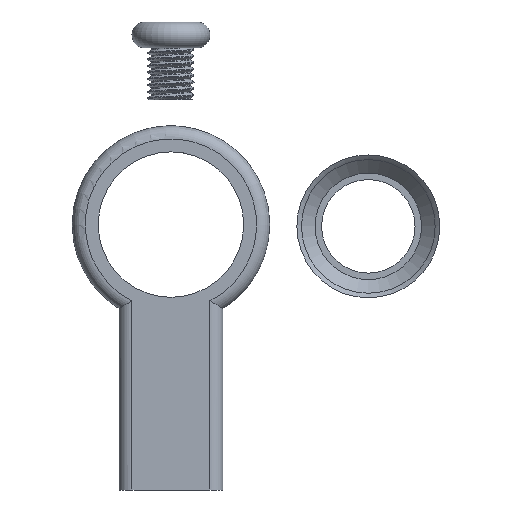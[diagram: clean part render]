
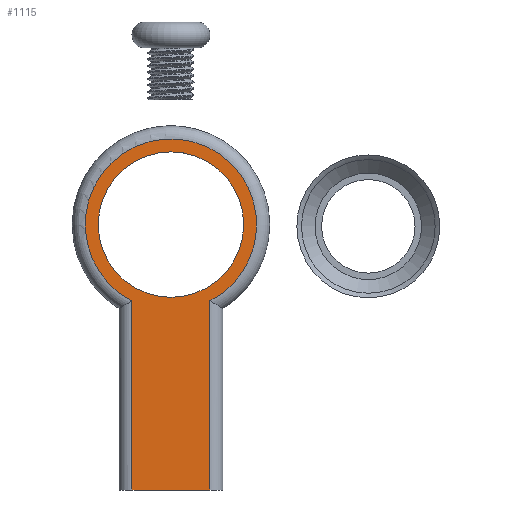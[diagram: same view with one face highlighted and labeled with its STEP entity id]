
A CAD part, front view. The second image highlights one B-rep face of the part: STEP entity #1115.
In plain terms, the highlighted planar face has unit normal (0, -1, 0).
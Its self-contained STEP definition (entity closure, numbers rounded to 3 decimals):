
#112=FACE_BOUND('',#389,.T.);
#123=PLANE('',#1218);
#183=LINE('',#1875,#238);
#184=LINE('',#1929,#239);
#191=LINE('',#1961,#246);
#238=VECTOR('',#1317,10.);
#239=VECTOR('',#1328,10.);
#246=VECTOR('',#1347,10.);
#318=FACE_OUTER_BOUND('',#388,.T.);
#388=EDGE_LOOP('',(#916,#917,#918,#919));
#389=EDGE_LOOP('',(#920));
#435=CIRCLE('',#1189,16.5);
#445=CIRCLE('',#1214,14.);
#486=VERTEX_POINT('',#1872);
#487=VERTEX_POINT('',#1874);
#490=VERTEX_POINT('',#1904);
#493=VERTEX_POINT('',#1928);
#514=VERTEX_POINT('',#2795);
#605=EDGE_CURVE('',#486,#487,#183,.T.);
#609=EDGE_CURVE('',#487,#490,#435,.T.);
#613=EDGE_CURVE('',#490,#493,#184,.T.);
#625=EDGE_CURVE('',#486,#493,#191,.T.);
#657=EDGE_CURVE('',#514,#514,#445,.T.);
#916=ORIENTED_EDGE('',*,*,#605,.F.);
#917=ORIENTED_EDGE('',*,*,#625,.T.);
#918=ORIENTED_EDGE('',*,*,#613,.F.);
#919=ORIENTED_EDGE('',*,*,#609,.F.);
#920=ORIENTED_EDGE('',*,*,#657,.T.);
#1115=ADVANCED_FACE('',(#318,#112),#123,.T.);
#1189=AXIS2_PLACEMENT_3D('',#1905,#1322,#1323);
#1214=AXIS2_PLACEMENT_3D('',#2796,#1386,#1387);
#1218=AXIS2_PLACEMENT_3D('',#2814,#1395,#1396);
#1317=DIRECTION('',(0.,0.,1.));
#1322=DIRECTION('center_axis',(0.,1.,0.));
#1323=DIRECTION('ref_axis',(0.,0.,1.));
#1328=DIRECTION('',(0.,0.,-1.));
#1347=DIRECTION('',(1.,0.,0.));
#1386=DIRECTION('center_axis',(0.,1.,0.));
#1387=DIRECTION('ref_axis',(1.,0.,0.));
#1395=DIRECTION('center_axis',(0.,-1.,0.));
#1396=DIRECTION('ref_axis',(1.,0.,0.));
#1872=CARTESIAN_POINT('',(-7.5,-47.75,33.));
#1874=CARTESIAN_POINT('',(-7.5,-47.75,69.403));
#1875=CARTESIAN_POINT('',(-7.5,-47.75,67.997));
#1904=CARTESIAN_POINT('',(7.5,-47.75,69.403));
#1905=CARTESIAN_POINT('Origin',(0.,-47.75,84.1));
#1928=CARTESIAN_POINT('',(7.5,-47.75,33.));
#1929=CARTESIAN_POINT('',(7.5,-47.75,50.525));
#1961=CARTESIAN_POINT('',(-10.,-47.75,33.));
#2795=CARTESIAN_POINT('',(-14.,-47.75,84.1));
#2796=CARTESIAN_POINT('Origin',(0.,-47.75,84.1));
#2814=CARTESIAN_POINT('Origin',(0.,-47.75,68.05));
